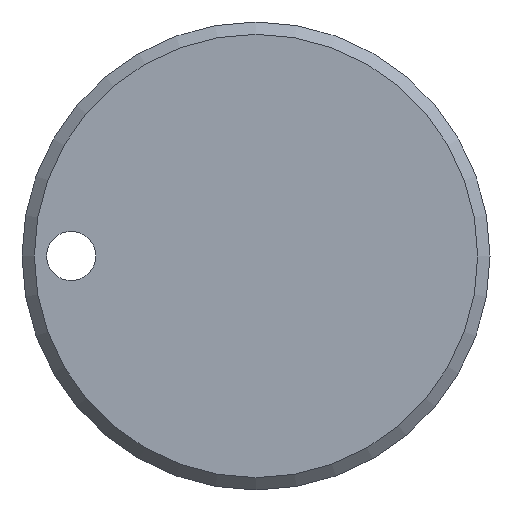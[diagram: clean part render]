
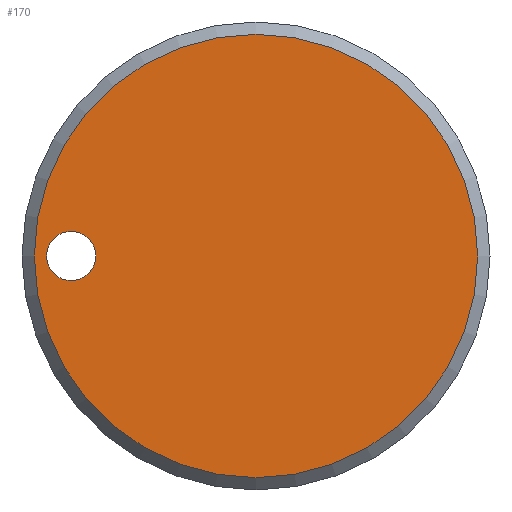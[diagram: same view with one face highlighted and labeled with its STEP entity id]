
A CAD part, left-side view. The second image highlights one B-rep face of the part: STEP entity #170.
In plain terms, the highlighted planar face has unit normal (-1, 0, 0).
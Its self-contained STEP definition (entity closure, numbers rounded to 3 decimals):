
#45=CARTESIAN_POINT('',(1.9,7.5,-1.0));
#46=VERTEX_POINT('',#45);
#47=CARTESIAN_POINT('',(1.9,7.5,0.));
#48=DIRECTION('',(1.0,0.,0.));
#49=DIRECTION('',(0.,0.,-1.0));
#50=AXIS2_PLACEMENT_3D('',#47,#48,#49);
#51=CIRCLE('',#50,1.);
#52=EDGE_CURVE('',#46,#46,#51,.T.);
#147=CARTESIAN_POINT('',(1.9,0.0,9.));
#148=VERTEX_POINT('',#147);
#149=CARTESIAN_POINT('',(1.9,0.,0.));
#150=DIRECTION('',(1.0,0.,0.));
#151=DIRECTION('',(0.,0.,1.0));
#152=AXIS2_PLACEMENT_3D('',#149,#150,#151);
#153=CIRCLE('',#152,9.);
#154=EDGE_CURVE('',#148,#148,#153,.T.);
#159=CARTESIAN_POINT('',(1.9,-9.9,-9.9));
#160=DIRECTION('',(-1.0,0.0,0.0));
#161=DIRECTION('',(0.0,0.0,1.0));
#162=AXIS2_PLACEMENT_3D('',#159,#160,#161);
#163=PLANE('',#162);
#164=ORIENTED_EDGE('',*,*,#154,.F.);
#165=EDGE_LOOP('',(#164));
#166=FACE_OUTER_BOUND('',#165,.T.);
#167=ORIENTED_EDGE('',*,*,#52,.T.);
#168=EDGE_LOOP('',(#167));
#169=FACE_BOUND('',#168,.T.);
#170=ADVANCED_FACE('',(#166,#169),#163,.T.);
